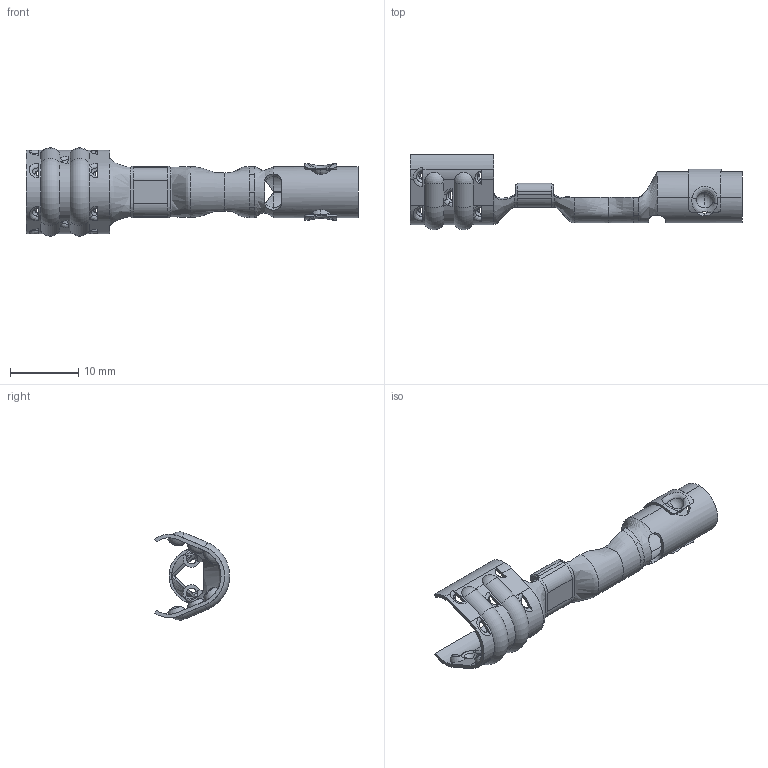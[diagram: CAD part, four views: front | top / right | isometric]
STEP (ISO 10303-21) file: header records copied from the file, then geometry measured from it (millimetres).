
FILE_DESCRIPTION (( 'STEP AP214' ), '1' );
FILE_NAME ('CC198-SS-X.STEP', '2025-03-25T12:45:19', ( '' ), ( '' ), 'SwSTEP 2.0', 'SolidWorks 2022', '' );
FILE_SCHEMA (( 'AUTOMOTIVE_DESIGN' ));
Length unit declared in the file: inch
Products named in the file (3): CC198-SS-X; SCA4 expanded for mating_SCA4-G; CC198_CC198 without carrier
Assembly tree (2 placements, depth 2):
  CC198-SS-X
    CC198_CC198 without carrier
    SCA4 expanded for mating_SCA4-G
Bounding box: 48.77 x 11.07 x 12.96 mm (x, y, z)
Volume: 482.3 mm3; surface area: 2130.6 mm2
Topology: 2 solids, 2 shells, 380 faces, 1121 edges, 723 vertices
Faces by surface type: bspline 112, cylinder 85, plane 72, sphere 51, torus 34, cone 26
Entity records: 21783 total; most frequent: CARTESIAN_POINT 12549, ORIENTED_EDGE 2242, DIRECTION 1535, EDGE_CURVE 1121, VERTEX_POINT 723, AXIS2_PLACEMENT_3D 632, B_SPLINE_CURVE_WITH_KNOTS 478, EDGE_LOOP 384
